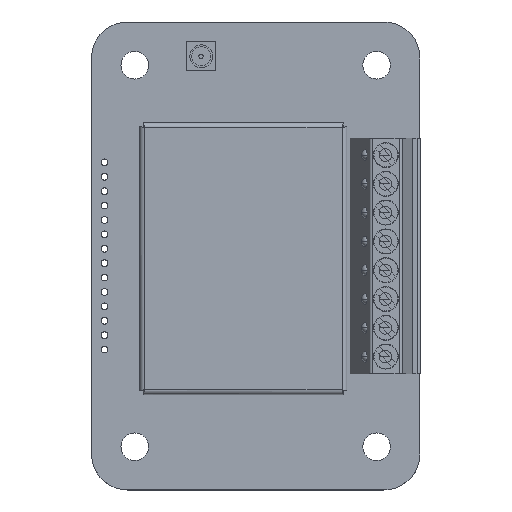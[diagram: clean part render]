
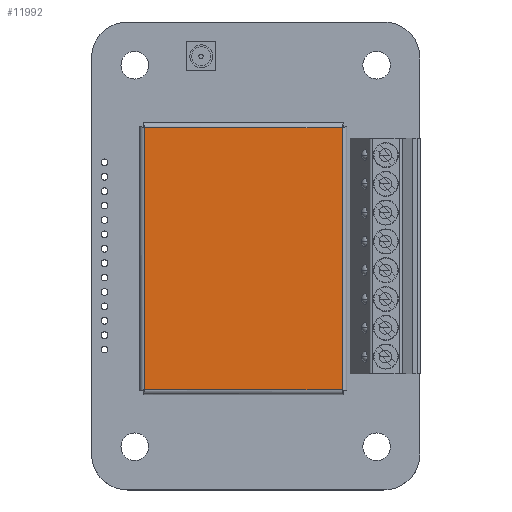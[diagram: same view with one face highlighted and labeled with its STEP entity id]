
A CAD part, top view. The second image highlights one B-rep face of the part: STEP entity #11992.
In plain terms, the highlighted face is planar.
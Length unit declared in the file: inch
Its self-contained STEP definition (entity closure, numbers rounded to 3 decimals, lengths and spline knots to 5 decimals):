
#1447=FACE_OUTER_BOUND('',#2224,.T.);
#2224=EDGE_LOOP('',(#8812,#8813,#8814,#8815));
#3147=LINE('',#18066,#4378);
#3148=LINE('',#18068,#4379);
#3149=LINE('',#18070,#4380);
#3150=LINE('',#18071,#4381);
#4378=VECTOR('',#14543,39.37008);
#4379=VECTOR('',#14544,39.37008);
#4380=VECTOR('',#14545,39.37008);
#4381=VECTOR('',#14546,39.37008);
#5573=VERTEX_POINT('',#18064);
#5574=VERTEX_POINT('',#18065);
#5575=VERTEX_POINT('',#18067);
#5576=VERTEX_POINT('',#18069);
#6755=EDGE_CURVE('',#5573,#5574,#3147,.T.);
#6756=EDGE_CURVE('',#5575,#5573,#3148,.T.);
#6757=EDGE_CURVE('',#5576,#5575,#3149,.T.);
#6758=EDGE_CURVE('',#5574,#5576,#3150,.T.);
#8812=ORIENTED_EDGE('',*,*,#6755,.F.);
#8813=ORIENTED_EDGE('',*,*,#6756,.F.);
#8814=ORIENTED_EDGE('',*,*,#6757,.F.);
#8815=ORIENTED_EDGE('',*,*,#6758,.F.);
#11450=PLANE('',#12842);
#11992=ADVANCED_FACE('',(#1447),#11450,.T.);
#12842=AXIS2_PLACEMENT_3D('',#18063,#14541,#14542);
#14541=DIRECTION('center_axis',(0.,1.,0.));
#14542=DIRECTION('ref_axis',(0.,0.,1.));
#14543=DIRECTION('',(0.,0.,-1.));
#14544=DIRECTION('',(-1.,0.,0.));
#14545=DIRECTION('',(0.,0.,1.));
#14546=DIRECTION('',(1.,0.,0.));
#18063=CARTESIAN_POINT('Origin',(0.,0.,0.));
#18064=CARTESIAN_POINT('',(-0.455,0.,0.343));
#18065=CARTESIAN_POINT('',(-0.455,0.,-0.343));
#18066=CARTESIAN_POINT('',(-0.455,0.,5.08));
#18067=CARTESIAN_POINT('',(0.455,0.,0.343));
#18068=CARTESIAN_POINT('',(5.192,0.,0.343));
#18069=CARTESIAN_POINT('',(0.455,0.,-0.343));
#18070=CARTESIAN_POINT('',(0.455,0.,-5.08));
#18071=CARTESIAN_POINT('',(-5.192,0.,-0.343));
